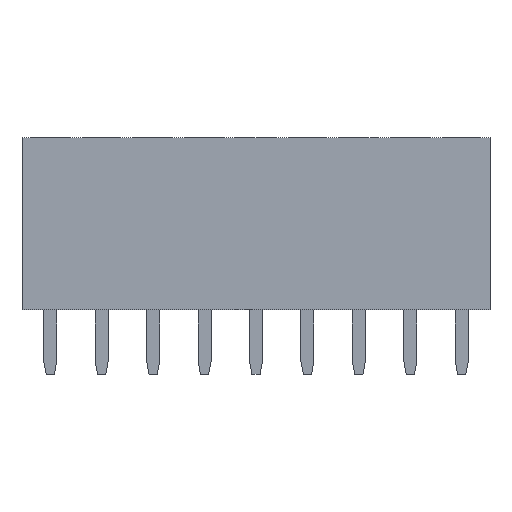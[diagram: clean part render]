
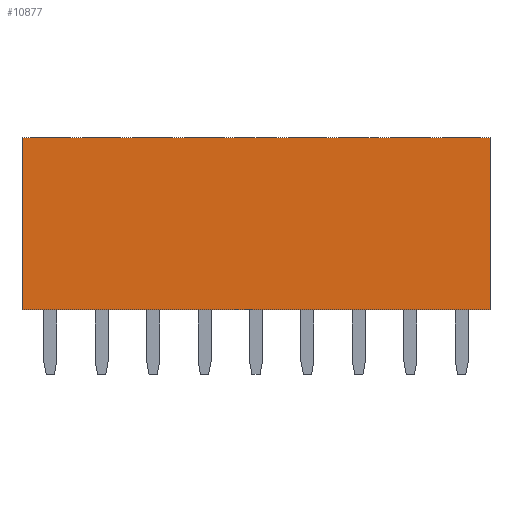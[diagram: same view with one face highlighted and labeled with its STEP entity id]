
A CAD part, top view. The second image highlights one B-rep face of the part: STEP entity #10877.
In plain terms, the highlighted planar face has unit normal (0, 0, 1).
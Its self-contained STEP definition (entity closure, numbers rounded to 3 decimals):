
#5024 = VERTEX_POINT('',#5025);
#5025 = CARTESIAN_POINT('',(11.555,0.,1.25));
#5031 = EDGE_CURVE('',#5032,#5024,#5034,.T.);
#5032 = VERTEX_POINT('',#5033);
#5033 = CARTESIAN_POINT('',(-11.555,0.,1.25));
#5034 = LINE('',#5035,#5036);
#5035 = CARTESIAN_POINT('',(-11.555,0.,1.25));
#5036 = VECTOR('',#5037,1.);
#5037 = DIRECTION('',(1.,0.,0.));
#10631 = VERTEX_POINT('',#10632);
#10632 = CARTESIAN_POINT('',(11.555,8.5,1.25));
#10649 = VERTEX_POINT('',#10650);
#10650 = CARTESIAN_POINT('',(-11.555,8.5,1.25));
#10656 = EDGE_CURVE('',#10649,#10631,#10657,.T.);
#10657 = LINE('',#10658,#10659);
#10658 = CARTESIAN_POINT('',(-11.555,8.5,1.25));
#10659 = VECTOR('',#10660,1.);
#10660 = DIRECTION('',(1.,0.,0.));
#10877 = ADVANCED_FACE('',(#10878),#10894,.T.);
#10878 = FACE_BOUND('',#10879,.T.);
#10879 = EDGE_LOOP('',(#10880,#10886,#10887,#10893));
#10880 = ORIENTED_EDGE('',*,*,#10881,.T.);
#10881 = EDGE_CURVE('',#5024,#10631,#10882,.T.);
#10882 = LINE('',#10883,#10884);
#10883 = CARTESIAN_POINT('',(11.555,0.,1.25));
#10884 = VECTOR('',#10885,1.);
#10885 = DIRECTION('',(0.,1.,0.));
#10886 = ORIENTED_EDGE('',*,*,#10656,.F.);
#10887 = ORIENTED_EDGE('',*,*,#10888,.F.);
#10888 = EDGE_CURVE('',#5032,#10649,#10889,.T.);
#10889 = LINE('',#10890,#10891);
#10890 = CARTESIAN_POINT('',(-11.555,0.,1.25));
#10891 = VECTOR('',#10892,1.);
#10892 = DIRECTION('',(0.,1.,0.));
#10893 = ORIENTED_EDGE('',*,*,#5031,.T.);
#10894 = PLANE('',#10895);
#10895 = AXIS2_PLACEMENT_3D('',#10896,#10897,#10898);
#10896 = CARTESIAN_POINT('',(-11.555,4.25,1.25));
#10897 = DIRECTION('',(0.,0.,1.));
#10898 = DIRECTION('',(0.,-1.,0.));
